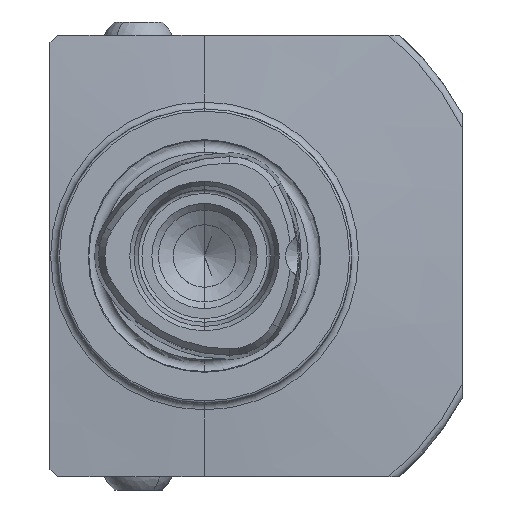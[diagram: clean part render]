
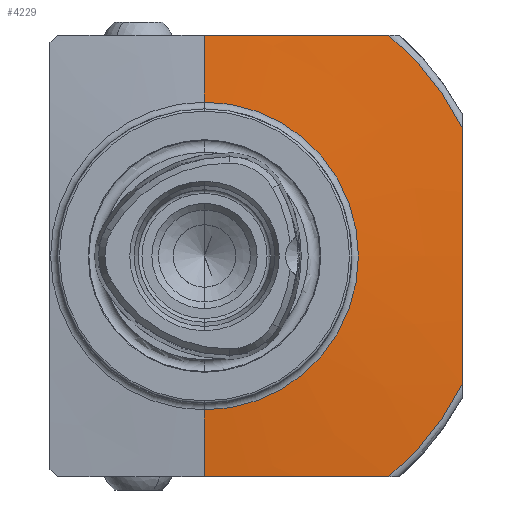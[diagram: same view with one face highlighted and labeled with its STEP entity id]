
A CAD part, left-side view. The second image highlights one B-rep face of the part: STEP entity #4229.
In plain terms, the highlighted conical face has half-angle 85 degrees and reference radius 39.087 mm.
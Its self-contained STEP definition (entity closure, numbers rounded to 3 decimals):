
#38 = CARTESIAN_POINT ( 'NONE',  ( 22.586, 0., 0. ) ) ;
#51 = EDGE_CURVE ( 'NONE', #5739, #1156, #1106, .T. ) ;
#106 = CARTESIAN_POINT ( 'NONE',  ( 20.996, 0., 0. ) ) ;
#115 = CARTESIAN_POINT ( 'NONE',  ( 21.791, 0., 30. ) ) ;
#139 = CIRCLE ( 'NONE', #3148, 20.913 ) ;
#178 = CARTESIAN_POINT ( 'NONE',  ( 22.152, -16.707, -30. ) ) ;
#240 = CARTESIAN_POINT ( 'NONE',  ( 22.586, -25.056, -30. ) ) ;
#344 = CARTESIAN_POINT ( 'NONE',  ( 21.87, -8.355, 30. ) ) ;
#411 = ORIENTED_EDGE ( 'NONE', *, *, #51, .F. ) ;
#471 = FACE_OUTER_BOUND ( 'NONE', #2800, .T. ) ;
#699 = ORIENTED_EDGE ( 'NONE', *, *, #1659, .F. ) ;
#775 = CARTESIAN_POINT ( 'NONE',  ( 21.791, -4.178, -30. ) ) ;
#776 = B_SPLINE_CURVE_WITH_KNOTS ( 'NONE', 3,
 ( #3617, #5834, #344, #6446, #7018, #4187 ),
 .UNSPECIFIED., .F., .F.,
 ( 4, 2, 4 ),
 ( 0.134, 0.147, 0.159 ),
 .UNSPECIFIED. ) ;
#796 = CARTESIAN_POINT ( 'NONE',  ( 22.229, -35., 5.799 ) ) ;
#850 = VECTOR ( 'NONE', #5135, 1000. ) ;
#924 = VERTEX_POINT ( 'NONE', #3464 ) ;
#1106 = B_SPLINE_CURVE_WITH_KNOTS ( 'NONE', 3,
 ( #6412, #1844, #178, #2394, #775, #6385 ),
 .UNSPECIFIED., .F., .F.,
 ( 4, 2, 4 ),
 ( 0.042, 0.054, 0.067 ),
 .UNSPECIFIED. ) ;
#1156 = VERTEX_POINT ( 'NONE', #6473 ) ;
#1207 = AXIS2_PLACEMENT_3D ( 'NONE', #2692, #7186, #3165 ) ;
#1345 = CARTESIAN_POINT ( 'NONE',  ( 22.36, -35., 11.6 ) ) ;
#1369 = CARTESIAN_POINT ( 'NONE',  ( 22.36, -35., -11.602 ) ) ;
#1396 = EDGE_CURVE ( 'NONE', #5473, #5052, #3706, .T. ) ;
#1471 = DIRECTION ( 'NONE',  ( 0.087, 0., -0.996 ) ) ;
#1651 = ORIENTED_EDGE ( 'NONE', *, *, #5858, .F. ) ;
#1659 = EDGE_CURVE ( 'NONE', #924, #6410, #5296, .T. ) ;
#1762 = EDGE_CURVE ( 'NONE', #5473, #3602, #3354, .T. ) ;
#1773 = VECTOR ( 'NONE', #1471, 1000. ) ;
#1844 = CARTESIAN_POINT ( 'NONE',  ( 22.352, -20.882, -30. ) ) ;
#2020 = AXIS2_PLACEMENT_3D ( 'NONE', #38, #5539, #5054 ) ;
#2173 = EDGE_CURVE ( 'NONE', #3983, #1156, #2289, .T. ) ;
#2289 = LINE ( 'NONE', #7103, #1773 ) ;
#2394 = CARTESIAN_POINT ( 'NONE',  ( 21.87, -8.355, -30. ) ) ;
#2692 = CARTESIAN_POINT ( 'NONE',  ( 22.586, 0., 0. ) ) ;
#2800 = EDGE_LOOP ( 'NONE', ( #699, #6310, #3202, #411, #6340, #5913, #5957, #1651 ) ) ;
#3148 = AXIS2_PLACEMENT_3D ( 'NONE', #106, #3431, #5602 ) ;
#3165 = DIRECTION ( 'NONE',  ( 0., 0., -1. ) ) ;
#3202 = ORIENTED_EDGE ( 'NONE', *, *, #2173, .T. ) ;
#3203 = CARTESIAN_POINT ( 'NONE',  ( 22.586, 0., 0. ) ) ;
#3354 = B_SPLINE_CURVE_WITH_KNOTS ( 'NONE', 3,
 ( #6367, #1345, #796, #5217, #1369, #5234 ),
 .UNSPECIFIED., .F., .F.,
 ( 4, 2, 4 ),
 ( 0.11, 0.127, 0.145 ),
 .UNSPECIFIED. ) ;
#3365 = EDGE_CURVE ( 'NONE', #3983, #924, #139, .T. ) ;
#3431 = DIRECTION ( 'NONE',  ( -1., 0., 0. ) ) ;
#3464 = CARTESIAN_POINT ( 'NONE',  ( 20.996, 0., 20.913 ) ) ;
#3602 = VERTEX_POINT ( 'NONE', #6432 ) ;
#3617 = CARTESIAN_POINT ( 'NONE',  ( 21.791, 0., 30. ) ) ;
#3706 = CIRCLE ( 'NONE', #2020, 39.087 ) ;
#3767 = AXIS2_PLACEMENT_3D ( 'NONE', #3203, #7141, #7057 ) ;
#3970 = CARTESIAN_POINT ( 'NONE',  ( 22.586, 0., 39.087 ) ) ;
#3983 = VERTEX_POINT ( 'NONE', #7205 ) ;
#4187 = CARTESIAN_POINT ( 'NONE',  ( 22.586, -25.056, 30. ) ) ;
#4229 = ADVANCED_FACE ( 'NONE', ( #471 ), #6406, .T. ) ;
#4863 = CARTESIAN_POINT ( 'NONE',  ( 22.586, -35., 17.401 ) ) ;
#5014 = CARTESIAN_POINT ( 'NONE',  ( 22.586, -25.056, 30. ) ) ;
#5052 = VERTEX_POINT ( 'NONE', #5014 ) ;
#5054 = DIRECTION ( 'NONE',  ( 0., 0., 1. ) ) ;
#5135 = DIRECTION ( 'NONE',  ( 0.087, 0., 0.996 ) ) ;
#5217 = CARTESIAN_POINT ( 'NONE',  ( 22.229, -35., -5.802 ) ) ;
#5234 = CARTESIAN_POINT ( 'NONE',  ( 22.586, -35., -17.401 ) ) ;
#5296 = LINE ( 'NONE', #3970, #850 ) ;
#5363 = CIRCLE ( 'NONE', #3767, 39.087 ) ;
#5428 = EDGE_CURVE ( 'NONE', #5739, #3602, #5363, .T. ) ;
#5473 = VERTEX_POINT ( 'NONE', #4863 ) ;
#5539 = DIRECTION ( 'NONE',  ( -1., 0., 0. ) ) ;
#5602 = DIRECTION ( 'NONE',  ( 0., 0., 1. ) ) ;
#5739 = VERTEX_POINT ( 'NONE', #240 ) ;
#5834 = CARTESIAN_POINT ( 'NONE',  ( 21.791, -4.178, 30. ) ) ;
#5858 = EDGE_CURVE ( 'NONE', #6410, #5052, #776, .T. ) ;
#5913 = ORIENTED_EDGE ( 'NONE', *, *, #1762, .F. ) ;
#5957 = ORIENTED_EDGE ( 'NONE', *, *, #1396, .T. ) ;
#6310 = ORIENTED_EDGE ( 'NONE', *, *, #3365, .F. ) ;
#6340 = ORIENTED_EDGE ( 'NONE', *, *, #5428, .T. ) ;
#6367 = CARTESIAN_POINT ( 'NONE',  ( 22.586, -35., 17.401 ) ) ;
#6385 = CARTESIAN_POINT ( 'NONE',  ( 21.791, 0., -30. ) ) ;
#6406 = CONICAL_SURFACE ( 'NONE', #1207, 39.087, 1.484 ) ;
#6410 = VERTEX_POINT ( 'NONE', #115 ) ;
#6412 = CARTESIAN_POINT ( 'NONE',  ( 22.586, -25.056, -30. ) ) ;
#6432 = CARTESIAN_POINT ( 'NONE',  ( 22.586, -35., -17.401 ) ) ;
#6446 = CARTESIAN_POINT ( 'NONE',  ( 22.152, -16.707, 30. ) ) ;
#6473 = CARTESIAN_POINT ( 'NONE',  ( 21.791, 0., -30. ) ) ;
#7018 = CARTESIAN_POINT ( 'NONE',  ( 22.352, -20.882, 30. ) ) ;
#7057 = DIRECTION ( 'NONE',  ( 0., 0., 1. ) ) ;
#7103 = CARTESIAN_POINT ( 'NONE',  ( 22.586, 0., -39.087 ) ) ;
#7141 = DIRECTION ( 'NONE',  ( -1., 0., 0. ) ) ;
#7186 = DIRECTION ( 'NONE',  ( 1., 0., 0. ) ) ;
#7205 = CARTESIAN_POINT ( 'NONE',  ( 20.996, 0., -20.913 ) ) ;
